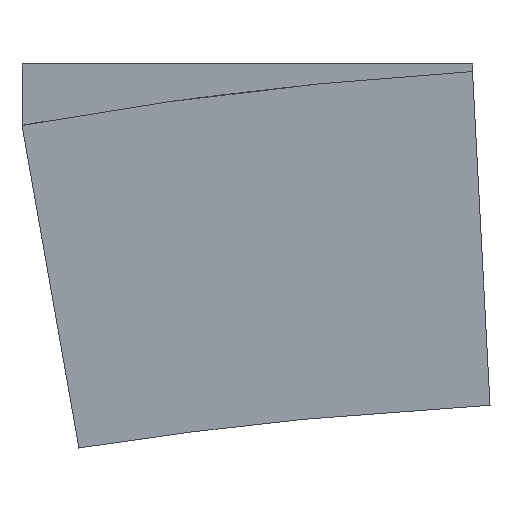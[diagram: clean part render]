
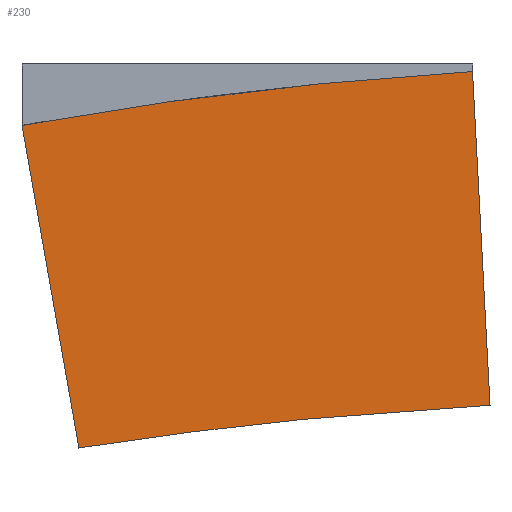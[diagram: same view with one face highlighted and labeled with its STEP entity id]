
A CAD part, front view. The second image highlights one B-rep face of the part: STEP entity #230.
In plain terms, the highlighted free-form (B-spline) face has degree [3, 3] with [4, 7] control points.
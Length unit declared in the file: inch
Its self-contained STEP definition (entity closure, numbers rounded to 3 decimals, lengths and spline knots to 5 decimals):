
#16=B_SPLINE_SURFACE_WITH_KNOTS('',3,3,((#441,#442,#443,#444,#445,#446,
#447),(#448,#449,#450,#451,#452,#453,#454),(#455,#456,#457,#458,#459,#460,
#461),(#462,#463,#464,#465,#466,#467,#468)),.UNSPECIFIED.,.F.,.F.,.F.,(4,
4),(4,1,1,1,4),(-35.56,0.),(1.71244,1.76702,1.86531,
1.96382,1.97702),.UNSPECIFIED.);
#26=FACE_OUTER_BOUND('',#39,.T.);
#39=EDGE_LOOP('',(#182,#183,#184,#185,#186,#187,#188));
#46=B_SPLINE_CURVE_WITH_KNOTS('',3,(#311,#312,#313,#314),.UNSPECIFIED.,
 .F.,.F.,(4,4),(-0.07996,-0.05),.UNSPECIFIED.);
#51=B_SPLINE_CURVE_WITH_KNOTS('',3,(#345,#346,#347,#348),.UNSPECIFIED.,
 .F.,.F.,(4,4),(-0.0054,0.),.UNSPECIFIED.);
#53=B_SPLINE_CURVE_WITH_KNOTS('',3,(#368,#369,#370,#371,#372,#373),
 .UNSPECIFIED.,.F.,.F.,(4,2,4),(-35.45645,-17.72833,0.),
 .UNSPECIFIED.);
#56=B_SPLINE_CURVE_WITH_KNOTS('',3,(#392,#393,#394,#395),.UNSPECIFIED.,
 .F.,.F.,(4,4),(-0.05017,-0.05),.UNSPECIFIED.);
#58=B_SPLINE_CURVE_WITH_KNOTS('',3,(#430,#431,#432,#433,#434,#435,#436),
 .UNSPECIFIED.,.F.,.F.,(4,1,1,1,4),(1.71244,1.76702,1.86531,
1.96382,1.97699),.UNSPECIFIED.);
#60=B_SPLINE_CURVE_WITH_KNOTS('',3,(#469,#470,#471,#472,#473,#474,#475),
 .UNSPECIFIED.,.F.,.F.,(4,1,1,1,4),(1.71257,1.76702,1.86531,
1.96382,1.97364),.UNSPECIFIED.);
#68=LINE('',#331,#83);
#83=VECTOR('',#270,0.3937);
#98=VERTEX_POINT('',#308);
#99=VERTEX_POINT('',#310);
#101=VERTEX_POINT('',#329);
#103=VERTEX_POINT('',#338);
#108=VERTEX_POINT('',#359);
#110=VERTEX_POINT('',#367);
#114=VERTEX_POINT('',#391);
#120=EDGE_CURVE('',#99,#98,#46,.T.);
#124=EDGE_CURVE('',#101,#98,#68,.T.);
#127=EDGE_CURVE('',#101,#103,#51,.T.);
#133=EDGE_CURVE('',#110,#108,#53,.T.);
#139=EDGE_CURVE('',#114,#110,#56,.T.);
#141=EDGE_CURVE('',#108,#99,#58,.T.);
#143=EDGE_CURVE('',#114,#103,#60,.T.);
#182=ORIENTED_EDGE('',*,*,#120,.T.);
#183=ORIENTED_EDGE('',*,*,#124,.F.);
#184=ORIENTED_EDGE('',*,*,#127,.T.);
#185=ORIENTED_EDGE('',*,*,#143,.F.);
#186=ORIENTED_EDGE('',*,*,#139,.T.);
#187=ORIENTED_EDGE('',*,*,#133,.T.);
#188=ORIENTED_EDGE('',*,*,#141,.T.);
#230=ADVANCED_FACE('',(#26),#16,.F.);
#270=DIRECTION('',(-0.174,0.,0.985));
#308=CARTESIAN_POINT('',(-29.22897,-4.,36.92605));
#310=CARTESIAN_POINT('',(-29.22897,-4.,36.93785));
#311=CARTESIAN_POINT('Ctrl Pts',(-29.22897,-4.,36.93785));
#312=CARTESIAN_POINT('Ctrl Pts',(-29.22897,-4.,36.93392));
#313=CARTESIAN_POINT('Ctrl Pts',(-29.22897,-4.,36.92999));
#314=CARTESIAN_POINT('Ctrl Pts',(-29.22897,-4.,36.92605));
#329=CARTESIAN_POINT('',(-26.85469,-4.,23.46081));
#331=CARTESIAN_POINT('',(-26.85469,-4.,23.46081));
#338=CARTESIAN_POINT('',(-26.85469,-4.,23.45869));
#345=CARTESIAN_POINT('Ctrl Pts',(-26.85469,-4.,23.46081));
#346=CARTESIAN_POINT('Ctrl Pts',(-26.85469,-4.,23.4601));
#347=CARTESIAN_POINT('Ctrl Pts',(-26.85469,-4.,23.4594));
#348=CARTESIAN_POINT('Ctrl Pts',(-26.85469,-4.,23.45869));
#359=CARTESIAN_POINT('',(-10.40994,-4.,39.18429));
#367=CARTESIAN_POINT('',(-9.67937,-4.,25.24418));
#368=CARTESIAN_POINT('Ctrl Pts',(-9.67937,-4.,25.24418));
#369=CARTESIAN_POINT('Ctrl Pts',(-9.80113,-4.,27.56752));
#370=CARTESIAN_POINT('Ctrl Pts',(-9.92289,-4.,29.89086));
#371=CARTESIAN_POINT('Ctrl Pts',(-10.16641,-4.,34.53756));
#372=CARTESIAN_POINT('Ctrl Pts',(-10.28818,-4.,36.86092));
#373=CARTESIAN_POINT('Ctrl Pts',(-10.40994,-4.,39.18429));
#391=CARTESIAN_POINT('',(-9.67932,-4.,25.24414));
#392=CARTESIAN_POINT('Ctrl Pts',(-9.67932,-4.,25.24414));
#393=CARTESIAN_POINT('Ctrl Pts',(-9.67934,-4.,25.24415));
#394=CARTESIAN_POINT('Ctrl Pts',(-9.67935,-4.,25.24417));
#395=CARTESIAN_POINT('Ctrl Pts',(-9.67937,-4.,25.24418));
#430=CARTESIAN_POINT('Ctrl Pts',(-10.40994,-4.,39.18429));
#431=CARTESIAN_POINT('Ctrl Pts',(-11.73921,-4.,39.10333));
#432=CARTESIAN_POINT('Ctrl Pts',(-15.44975,-4.,38.83322));
#433=CARTESIAN_POINT('Ctrl Pts',(-21.47062,-4.,38.19128));
#434=CARTESIAN_POINT('Ctrl Pts',(-26.37175,-4.,37.44798));
#435=CARTESIAN_POINT('Ctrl Pts',(-28.92818,-4.,36.99241));
#436=CARTESIAN_POINT('Ctrl Pts',(-29.22897,-4.,36.93785));
#441=CARTESIAN_POINT('Ctrl Pts',(-10.40994,-4.,39.18429));
#442=CARTESIAN_POINT('Ctrl Pts',(-11.73921,-4.,39.10333));
#443=CARTESIAN_POINT('Ctrl Pts',(-15.44975,-4.,38.83322));
#444=CARTESIAN_POINT('Ctrl Pts',(-21.47062,-4.,38.19128));
#445=CARTESIAN_POINT('Ctrl Pts',(-26.37237,-4.,37.44788));
#446=CARTESIAN_POINT('Ctrl Pts',(-28.9294,-4.,36.99219));
#447=CARTESIAN_POINT('Ctrl Pts',(-29.23081,-4.,36.93751));
#448=CARTESIAN_POINT('Ctrl Pts',(-10.16329,-4.,34.53774));
#449=CARTESIAN_POINT('Ctrl Pts',(-11.46073,-4.,34.46194));
#450=CARTESIAN_POINT('Ctrl Pts',(-15.08184,-4.,34.20902));
#451=CARTESIAN_POINT('Ctrl Pts',(-20.95397,-4.,33.60783));
#452=CARTESIAN_POINT('Ctrl Pts',(-25.72844,-4.,32.91145));
#453=CARTESIAN_POINT('Ctrl Pts',(-28.21635,-4.,32.48452));
#454=CARTESIAN_POINT('Ctrl Pts',(-28.50956,-4.,32.43329));
#455=CARTESIAN_POINT('Ctrl Pts',(-9.91663,-4.,29.89119));
#456=CARTESIAN_POINT('Ctrl Pts',(-11.18224,-4.,29.82054));
#457=CARTESIAN_POINT('Ctrl Pts',(-14.71392,-4.,29.58481));
#458=CARTESIAN_POINT('Ctrl Pts',(-20.43733,-4.,29.02438));
#459=CARTESIAN_POINT('Ctrl Pts',(-25.08451,-4.,28.37502));
#460=CARTESIAN_POINT('Ctrl Pts',(-27.50329,-4.,27.97684));
#461=CARTESIAN_POINT('Ctrl Pts',(-27.78831,-4.,27.92906));
#462=CARTESIAN_POINT('Ctrl Pts',(-9.66998,-4.,25.24464));
#463=CARTESIAN_POINT('Ctrl Pts',(-10.90375,-4.,25.17914));
#464=CARTESIAN_POINT('Ctrl Pts',(-14.34601,-4.,24.9606));
#465=CARTESIAN_POINT('Ctrl Pts',(-19.92068,-4.,24.44094));
#466=CARTESIAN_POINT('Ctrl Pts',(-24.44058,-4.,23.83859));
#467=CARTESIAN_POINT('Ctrl Pts',(-26.79023,-4.,23.46917));
#468=CARTESIAN_POINT('Ctrl Pts',(-27.06707,-4.,23.42484));
#469=CARTESIAN_POINT('Ctrl Pts',(-9.67932,-4.,25.24414));
#470=CARTESIAN_POINT('Ctrl Pts',(-10.90995,-4.,25.17875));
#471=CARTESIAN_POINT('Ctrl Pts',(-14.34906,-4.,24.96031));
#472=CARTESIAN_POINT('Ctrl Pts',(-19.92068,-4.,24.44094));
#473=CARTESIAN_POINT('Ctrl Pts',(-24.36799,-4.,23.84826));
#474=CARTESIAN_POINT('Ctrl Pts',(-26.64829,-4.,23.49143));
#475=CARTESIAN_POINT('Ctrl Pts',(-26.85469,-4.,23.45869));
